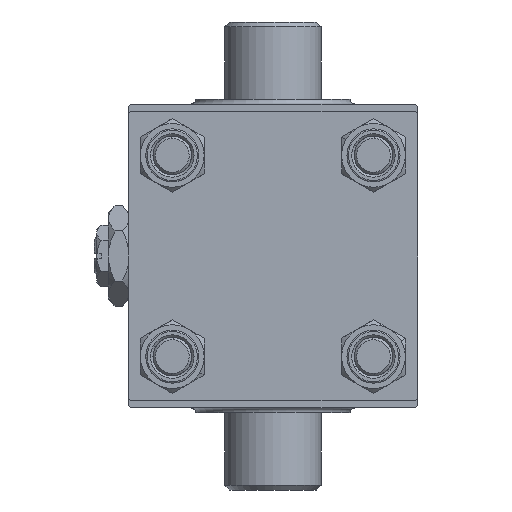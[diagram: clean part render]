
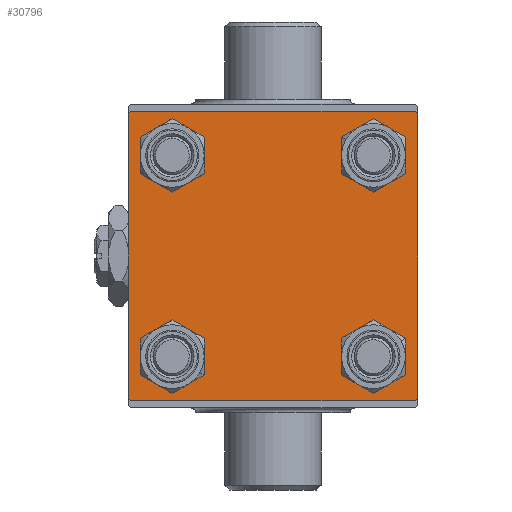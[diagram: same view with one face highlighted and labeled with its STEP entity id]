
A CAD part, left-side view. The second image highlights one B-rep face of the part: STEP entity #30796.
In plain terms, the highlighted planar face has unit normal (-1, 0, 0).
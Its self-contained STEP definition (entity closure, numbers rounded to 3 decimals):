
#8 = CIRCLE ( 'NONE', #38090, 4.5 ) ;
#376 = VERTEX_POINT ( 'NONE', #48538 ) ;
#506 = ORIENTED_EDGE ( 'NONE', *, *, #10883, .T. ) ;
#1298 = DIRECTION ( 'NONE',  ( 1., 0., 0. ) ) ;
#1760 = CARTESIAN_POINT ( 'NONE',  ( 0., -20.85, 25.35 ) ) ;
#2024 = EDGE_CURVE ( 'NONE', #22933, #16788, #46642, .T. ) ;
#2681 = CARTESIAN_POINT ( 'NONE',  ( 0., -20.85, -20.85 ) ) ;
#2701 = PLANE ( 'NONE',  #19013 ) ;
#2914 = DIRECTION ( 'NONE',  ( 0., 0., 1. ) ) ;
#2941 = EDGE_CURVE ( 'NONE', #47461, #22000, #32175, .T. ) ;
#3085 = DIRECTION ( 'NONE',  ( 0., 0., 1. ) ) ;
#3162 = EDGE_CURVE ( 'NONE', #48048, #14742, #11585, .T. ) ;
#3554 = EDGE_LOOP ( 'NONE', ( #26845, #37698 ) ) ;
#4004 = ORIENTED_EDGE ( 'NONE', *, *, #16220, .T. ) ;
#4432 = DIRECTION ( 'NONE',  ( 1., 0., 0. ) ) ;
#5332 = ORIENTED_EDGE ( 'NONE', *, *, #10118, .T. ) ;
#5345 = CARTESIAN_POINT ( 'NONE',  ( 0., -20.85, 16.35 ) ) ;
#5531 = EDGE_LOOP ( 'NONE', ( #5332, #25289 ) ) ;
#6317 = VERTEX_POINT ( 'NONE', #39151 ) ;
#6486 = CARTESIAN_POINT ( 'NONE',  ( 0., -30., -29.5 ) ) ;
#6805 = AXIS2_PLACEMENT_3D ( 'NONE', #47771, #24924, #13725 ) ;
#7082 = CIRCLE ( 'NONE', #45179, 4.5 ) ;
#7191 = CARTESIAN_POINT ( 'NONE',  ( 0., 30., 30. ) ) ;
#7217 = CARTESIAN_POINT ( 'NONE',  ( 0., 29.75, -29.75 ) ) ;
#7583 = VECTOR ( 'NONE', #35960, 1000. ) ;
#7978 = CARTESIAN_POINT ( 'NONE',  ( 0., 30., -29.5 ) ) ;
#8086 = VERTEX_POINT ( 'NONE', #13392 ) ;
#8651 = VERTEX_POINT ( 'NONE', #7978 ) ;
#8703 = VECTOR ( 'NONE', #30487, 1000. ) ;
#8956 = DIRECTION ( 'NONE',  ( 1., 0., 0. ) ) ;
#9023 = EDGE_CURVE ( 'NONE', #19805, #15522, #15730, .T. ) ;
#9203 = AXIS2_PLACEMENT_3D ( 'NONE', #23636, #19918, #46254 ) ;
#9455 = VECTOR ( 'NONE', #39357, 1000. ) ;
#9801 = DIRECTION ( 'NONE',  ( 1., 0., 0. ) ) ;
#10108 = EDGE_CURVE ( 'NONE', #15522, #19805, #27641, .T. ) ;
#10118 = EDGE_CURVE ( 'NONE', #43269, #47299, #7082, .T. ) ;
#10340 = ORIENTED_EDGE ( 'NONE', *, *, #32840, .T. ) ;
#10883 = EDGE_CURVE ( 'NONE', #6317, #22933, #40352, .T. ) ;
#11585 = CIRCLE ( 'NONE', #9203, 4.5 ) ;
#11651 = LINE ( 'NONE', #26809, #19033 ) ;
#12427 = DIRECTION ( 'NONE',  ( 0., 0., 1. ) ) ;
#12718 = DIRECTION ( 'NONE',  ( 0., 0., 1. ) ) ;
#12926 = EDGE_CURVE ( 'NONE', #22000, #47461, #8, .T. ) ;
#13062 = ORIENTED_EDGE ( 'NONE', *, *, #9023, .T. ) ;
#13392 = CARTESIAN_POINT ( 'NONE',  ( 0., 29.5, 30. ) ) ;
#13535 = VECTOR ( 'NONE', #22829, 1000. ) ;
#13725 = DIRECTION ( 'NONE',  ( 0., 0., 1. ) ) ;
#13989 = EDGE_LOOP ( 'NONE', ( #4004, #47098, #506, #34648, #33990, #27078, #27201, #14818 ) ) ;
#14029 = EDGE_CURVE ( 'NONE', #8086, #18368, #37981, .T. ) ;
#14517 = CARTESIAN_POINT ( 'NONE',  ( 0., -20.85, -20.85 ) ) ;
#14742 = VERTEX_POINT ( 'NONE', #32044 ) ;
#14818 = ORIENTED_EDGE ( 'NONE', *, *, #47752, .T. ) ;
#15522 = VERTEX_POINT ( 'NONE', #1760 ) ;
#15730 = CIRCLE ( 'NONE', #43498, 4.5 ) ;
#16220 = EDGE_CURVE ( 'NONE', #46419, #8651, #43310, .T. ) ;
#16788 = VERTEX_POINT ( 'NONE', #6486 ) ;
#17829 = CARTESIAN_POINT ( 'NONE',  ( 0., -29.5, -30. ) ) ;
#17861 = LINE ( 'NONE', #22569, #18030 ) ;
#18030 = VECTOR ( 'NONE', #26292, 1000. ) ;
#18104 = CARTESIAN_POINT ( 'NONE',  ( 0., 0., 0. ) ) ;
#18368 = VERTEX_POINT ( 'NONE', #38687 ) ;
#18982 = AXIS2_PLACEMENT_3D ( 'NONE', #46718, #27835, #2914 ) ;
#19013 = AXIS2_PLACEMENT_3D ( 'NONE', #18104, #21596, #48644 ) ;
#19033 = VECTOR ( 'NONE', #27061, 1000. ) ;
#19805 = VERTEX_POINT ( 'NONE', #5345 ) ;
#19918 = DIRECTION ( 'NONE',  ( 1., 0., 0. ) ) ;
#20664 = EDGE_CURVE ( 'NONE', #376, #16788, #45410, .T. ) ;
#21573 = EDGE_CURVE ( 'NONE', #376, #18368, #17861, .T. ) ;
#21596 = DIRECTION ( 'NONE',  ( -1., 0., 0. ) ) ;
#22000 = VERTEX_POINT ( 'NONE', #23008 ) ;
#22377 = LINE ( 'NONE', #7217, #24549 ) ;
#22569 = CARTESIAN_POINT ( 'NONE',  ( 0., -29.75, 29.75 ) ) ;
#22614 = DIRECTION ( 'NONE',  ( 0., -0.707, -0.707 ) ) ;
#22829 = DIRECTION ( 'NONE',  ( 0., -1., 0. ) ) ;
#22933 = VERTEX_POINT ( 'NONE', #17829 ) ;
#23008 = CARTESIAN_POINT ( 'NONE',  ( 0., 20.85, 25.35 ) ) ;
#23514 = EDGE_LOOP ( 'NONE', ( #10340, #47977 ) ) ;
#23636 = CARTESIAN_POINT ( 'NONE',  ( 0., 20.85, -20.85 ) ) ;
#23913 = CARTESIAN_POINT ( 'NONE',  ( 0., 20.85, 20.85 ) ) ;
#24324 = VECTOR ( 'NONE', #42403, 1000. ) ;
#24431 = CARTESIAN_POINT ( 'NONE',  ( 0., 30., 30. ) ) ;
#24549 = VECTOR ( 'NONE', #22614, 1000. ) ;
#24871 = CARTESIAN_POINT ( 'NONE',  ( 0., 20.85, 16.35 ) ) ;
#24924 = DIRECTION ( 'NONE',  ( 1., 0., 0. ) ) ;
#25289 = ORIENTED_EDGE ( 'NONE', *, *, #38235, .T. ) ;
#25560 = FACE_BOUND ( 'NONE', #3554, .T. ) ;
#25802 = FACE_BOUND ( 'NONE', #33366, .T. ) ;
#26292 = DIRECTION ( 'NONE',  ( 0., 0.707, 0.707 ) ) ;
#26809 = CARTESIAN_POINT ( 'NONE',  ( 0., 29.75, 29.75 ) ) ;
#26845 = ORIENTED_EDGE ( 'NONE', *, *, #12926, .T. ) ;
#27040 = CARTESIAN_POINT ( 'NONE',  ( 0., -20.85, 20.85 ) ) ;
#27061 = DIRECTION ( 'NONE',  ( 0., 0.707, -0.707 ) ) ;
#27078 = ORIENTED_EDGE ( 'NONE', *, *, #21573, .T. ) ;
#27201 = ORIENTED_EDGE ( 'NONE', *, *, #14029, .F. ) ;
#27247 = CARTESIAN_POINT ( 'NONE',  ( 0., -30., 30. ) ) ;
#27641 = CIRCLE ( 'NONE', #18982, 4.5 ) ;
#27835 = DIRECTION ( 'NONE',  ( 1., 0., 0. ) ) ;
#28454 = CARTESIAN_POINT ( 'NONE',  ( 0., -20.85, -25.35 ) ) ;
#29398 = CIRCLE ( 'NONE', #39696, 4.5 ) ;
#29568 = AXIS2_PLACEMENT_3D ( 'NONE', #14517, #32657, #41096 ) ;
#30487 = DIRECTION ( 'NONE',  ( 0., 0., -1. ) ) ;
#30796 = ADVANCED_FACE ( 'NONE', ( #25802, #47661, #33502, #25560, #43941 ), #2701, .T. ) ;
#31930 = CIRCLE ( 'NONE', #29568, 4.5 ) ;
#31971 = CARTESIAN_POINT ( 'NONE',  ( 0., -29.75, -29.75 ) ) ;
#32044 = CARTESIAN_POINT ( 'NONE',  ( 0., 20.85, -16.35 ) ) ;
#32175 = CIRCLE ( 'NONE', #6805, 4.5 ) ;
#32396 = CARTESIAN_POINT ( 'NONE',  ( 0., 30., -30. ) ) ;
#32657 = DIRECTION ( 'NONE',  ( 1., 0., 0. ) ) ;
#32683 = CARTESIAN_POINT ( 'NONE',  ( 0., 20.85, -25.35 ) ) ;
#32778 = CARTESIAN_POINT ( 'NONE',  ( 0., -20.85, -16.35 ) ) ;
#32840 = EDGE_CURVE ( 'NONE', #14742, #48048, #29398, .T. ) ;
#33366 = EDGE_LOOP ( 'NONE', ( #43668, #13062 ) ) ;
#33502 = FACE_BOUND ( 'NONE', #23514, .T. ) ;
#33990 = ORIENTED_EDGE ( 'NONE', *, *, #20664, .F. ) ;
#34648 = ORIENTED_EDGE ( 'NONE', *, *, #2024, .T. ) ;
#35464 = DIRECTION ( 'NONE',  ( 0., 0., 1. ) ) ;
#35960 = DIRECTION ( 'NONE',  ( 0., -0.707, 0.707 ) ) ;
#37698 = ORIENTED_EDGE ( 'NONE', *, *, #2941, .T. ) ;
#37981 = LINE ( 'NONE', #7191, #13535 ) ;
#38090 = AXIS2_PLACEMENT_3D ( 'NONE', #23913, #1298, #12718 ) ;
#38235 = EDGE_CURVE ( 'NONE', #47299, #43269, #31930, .T. ) ;
#38687 = CARTESIAN_POINT ( 'NONE',  ( 0., -29.5, 30. ) ) ;
#39151 = CARTESIAN_POINT ( 'NONE',  ( 0., 29.5, -30. ) ) ;
#39357 = DIRECTION ( 'NONE',  ( 0., -1., 0. ) ) ;
#39696 = AXIS2_PLACEMENT_3D ( 'NONE', #44833, #9801, #3085 ) ;
#40352 = LINE ( 'NONE', #32396, #9455 ) ;
#41096 = DIRECTION ( 'NONE',  ( 0., 0., 1. ) ) ;
#42403 = DIRECTION ( 'NONE',  ( 0., 0., -1. ) ) ;
#43269 = VERTEX_POINT ( 'NONE', #32778 ) ;
#43310 = LINE ( 'NONE', #24431, #8703 ) ;
#43498 = AXIS2_PLACEMENT_3D ( 'NONE', #27040, #4432, #35464 ) ;
#43668 = ORIENTED_EDGE ( 'NONE', *, *, #10108, .T. ) ;
#43941 = FACE_OUTER_BOUND ( 'NONE', #13989, .T. ) ;
#44833 = CARTESIAN_POINT ( 'NONE',  ( 0., 20.85, -20.85 ) ) ;
#45179 = AXIS2_PLACEMENT_3D ( 'NONE', #2681, #8956, #12427 ) ;
#45410 = LINE ( 'NONE', #27247, #24324 ) ;
#46254 = DIRECTION ( 'NONE',  ( 0., 0., 1. ) ) ;
#46419 = VERTEX_POINT ( 'NONE', #46633 ) ;
#46633 = CARTESIAN_POINT ( 'NONE',  ( 0., 30., 29.5 ) ) ;
#46642 = LINE ( 'NONE', #31971, #7583 ) ;
#46718 = CARTESIAN_POINT ( 'NONE',  ( 0., -20.85, 20.85 ) ) ;
#47098 = ORIENTED_EDGE ( 'NONE', *, *, #47623, .T. ) ;
#47299 = VERTEX_POINT ( 'NONE', #28454 ) ;
#47461 = VERTEX_POINT ( 'NONE', #24871 ) ;
#47623 = EDGE_CURVE ( 'NONE', #8651, #6317, #22377, .T. ) ;
#47661 = FACE_BOUND ( 'NONE', #5531, .T. ) ;
#47752 = EDGE_CURVE ( 'NONE', #8086, #46419, #11651, .T. ) ;
#47771 = CARTESIAN_POINT ( 'NONE',  ( 0., 20.85, 20.85 ) ) ;
#47977 = ORIENTED_EDGE ( 'NONE', *, *, #3162, .T. ) ;
#48048 = VERTEX_POINT ( 'NONE', #32683 ) ;
#48538 = CARTESIAN_POINT ( 'NONE',  ( 0., -30., 29.5 ) ) ;
#48644 = DIRECTION ( 'NONE',  ( 0., 0., 1. ) ) ;
